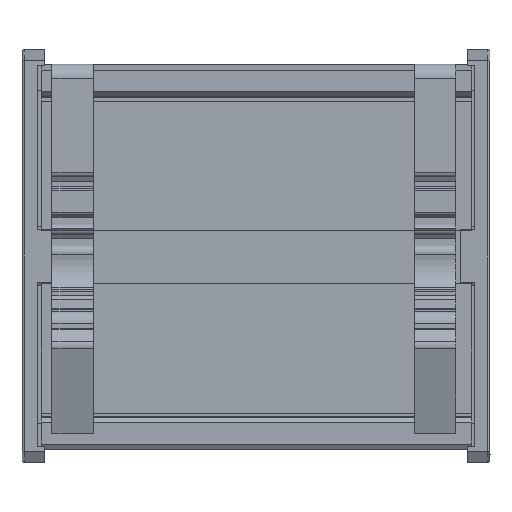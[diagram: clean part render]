
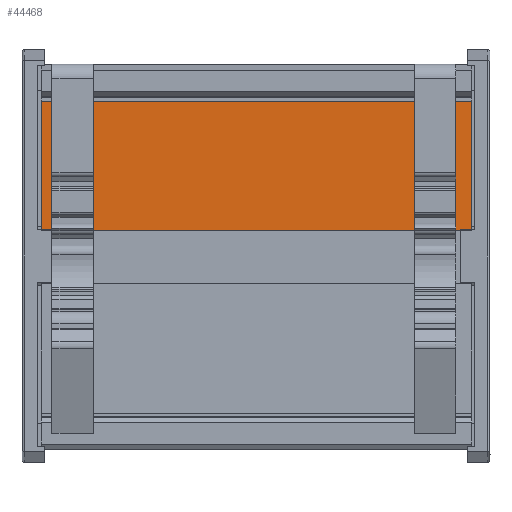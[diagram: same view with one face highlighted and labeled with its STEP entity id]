
A CAD part, front view. The second image highlights one B-rep face of the part: STEP entity #44468.
In plain terms, the highlighted planar face has unit normal (0, -1, 0).
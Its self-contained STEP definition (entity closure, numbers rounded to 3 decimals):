
#44412=CARTESIAN_POINT('',(-530.109,-523.966,96.));
#44413=VERTEX_POINT('',#44412);
#44420=CARTESIAN_POINT('',(-530.109,-523.966,0.0));
#44421=VERTEX_POINT('',#44420);
#44422=CARTESIAN_POINT('',(-530.109,-523.966,0.0));
#44423=DIRECTION('',(0.0,0.0,1.0));
#44424=VECTOR('',#44423,96.);
#44425=LINE('',#44422,#44424);
#44426=EDGE_CURVE('',#44421,#44413,#44425,.T.);
#44438=CARTESIAN_POINT('',(-530.109,-523.966,0.0));
#44439=DIRECTION('',(0.0,-1.0,0.0));
#44440=DIRECTION('',(0.0,0.0,-1.0));
#44441=AXIS2_PLACEMENT_3D('',#44438,#44439,#44440);
#44442=PLANE('',#44441);
#44443=CARTESIAN_POINT('',(-558.93,-523.966,96.));
#44444=VERTEX_POINT('',#44443);
#44445=CARTESIAN_POINT('',(-530.109,-523.966,96.));
#44446=DIRECTION('',(-1.0,0.0,0.0));
#44447=VECTOR('',#44446,28.821);
#44448=LINE('',#44445,#44447);
#44449=EDGE_CURVE('',#44413,#44444,#44448,.T.);
#44450=ORIENTED_EDGE('',*,*,#44449,.T.);
#44451=CARTESIAN_POINT('',(-558.93,-523.966,0.0));
#44452=VERTEX_POINT('',#44451);
#44453=CARTESIAN_POINT('',(-558.93,-523.966,0.0));
#44454=DIRECTION('',(0.0,0.0,1.0));
#44455=VECTOR('',#44454,96.);
#44456=LINE('',#44453,#44455);
#44457=EDGE_CURVE('',#44452,#44444,#44456,.T.);
#44458=ORIENTED_EDGE('',*,*,#44457,.F.);
#44459=CARTESIAN_POINT('',(-558.93,-523.966,0.0));
#44460=DIRECTION('',(1.0,0.0,0.0));
#44461=VECTOR('',#44460,28.821);
#44462=LINE('',#44459,#44461);
#44463=EDGE_CURVE('',#44452,#44421,#44462,.T.);
#44464=ORIENTED_EDGE('',*,*,#44463,.T.);
#44465=ORIENTED_EDGE('',*,*,#44426,.T.);
#44466=EDGE_LOOP('',(#44450,#44458,#44464,#44465));
#44467=FACE_OUTER_BOUND('',#44466,.T.);
#44468=ADVANCED_FACE('',(#44467),#44442,.T.);
